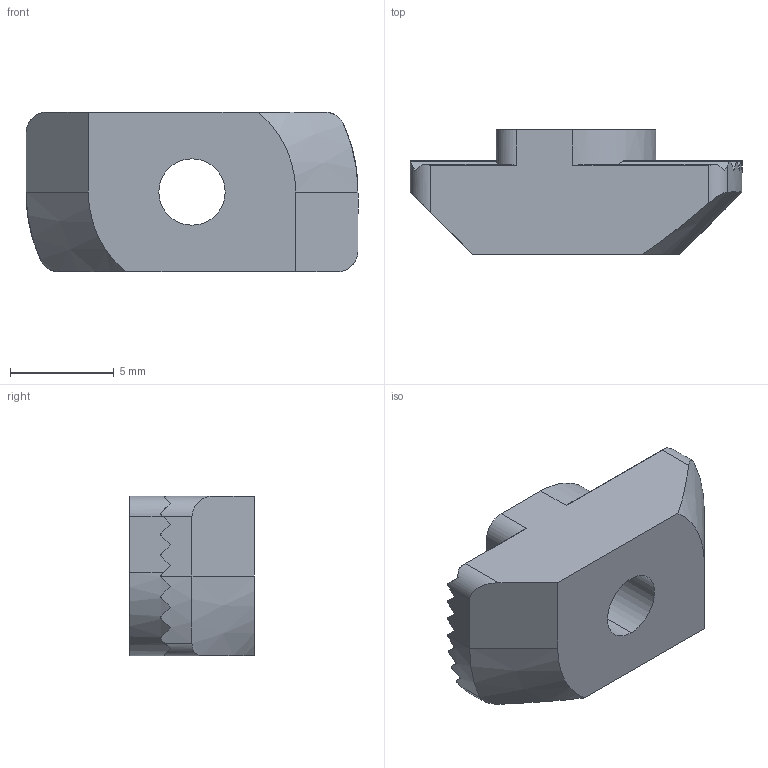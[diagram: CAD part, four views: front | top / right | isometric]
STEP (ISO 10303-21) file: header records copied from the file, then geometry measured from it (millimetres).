
FILE_DESCRIPTION (( 'STEP AP214' ), '1' );
FILE_NAME ('FIXE08H1284-Ecrou à tête rectangulaire 8 M4 Ht 1.5.step', '2023-03-24T10:07:52', ( 'Altae' ), ( '' ), 'SwSTEP 2.0', 'SolidWorks 2021', '' );
FILE_SCHEMA (( 'AUTOMOTIVE_DESIGN' ));
Length unit declared in the file: millimetre
Products named in the file (1): FIXE08H1284-Ecrou à tête rectangulaire 8 M4 Ht 1.5
Bounding box: 16 x 6 x 7.7 mm (x, y, z)
Volume: 485.7 mm3; surface area: 502.8 mm2
Topology: 1 solids, 1 shells, 74 faces, 214 edges, 142 vertices
Faces by surface type: plane 42, cylinder 30, cone 2
Entity records: 2732 total; most frequent: CARTESIAN_POINT 933, ORIENTED_EDGE 428, DIRECTION 304, EDGE_CURVE 214, VERTEX_POINT 142, LINE 110, VECTOR 110, AXIS2_PLACEMENT_3D 97
